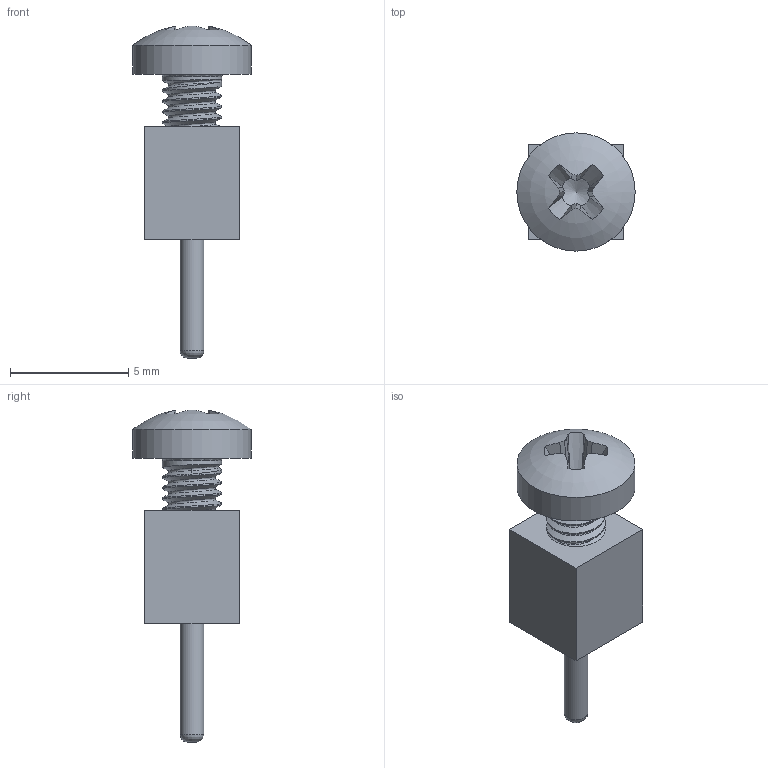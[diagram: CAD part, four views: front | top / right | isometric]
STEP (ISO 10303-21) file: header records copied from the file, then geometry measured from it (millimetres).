
FILE_DESCRIPTION(('FreeCAD Model'),'2;1');
FILE_NAME( 'KiCad/*3d_CAD Models/Terminal_Screw_M2.5.step', '2020-01-30T08:45:21',('Author'),(''), 'Open CASCADE STEP processor 7.2','FreeCAD','Unknown');
FILE_SCHEMA(('AUTOMOTIVE_DESIGN { 1 0 10303 214 1 1 1 1 }'));
Length unit declared in the file: millimetre
Products named in the file (3): Body; M2.5x5-Screw; Pocket
Bounding box: 5 x 5 x 14.04 mm (x, y, z)
Volume: 156.4 mm3; surface area: 434.3 mm2
Topology: 3 solids, 3 shells, 97 faces, 212 edges, 125 vertices
Faces by surface type: bspline 46, plane 34, cylinder 8, cone 5, revolution 3, sphere 1
Full cylindrical faces by diameter (mm): 1 x2, 2.5 x3, 2.8 x2, 5 x1
Entity records: 4999 total; most frequent: CARTESIAN_POINT 3137, ORIENTED_EDGE 422, DIRECTION 284, EDGE_CURVE 211, VERTEX_POINT 125, AXIS2_PLACEMENT_3D 118, FACE_BOUND 106, EDGE_LOOP 106
